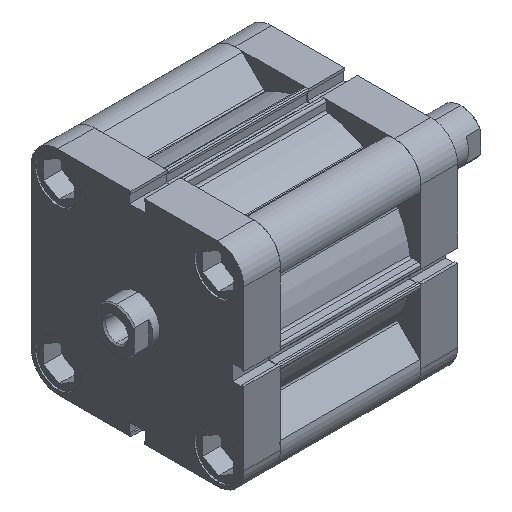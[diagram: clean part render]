
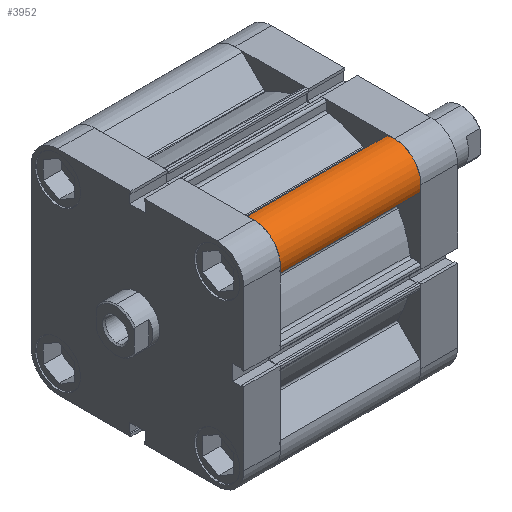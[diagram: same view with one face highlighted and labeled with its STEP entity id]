
A CAD part, isometric view. The second image highlights one B-rep face of the part: STEP entity #3952.
In plain terms, the highlighted cylindrical face has radius 12 mm (diameter 24 mm), a partial arc.
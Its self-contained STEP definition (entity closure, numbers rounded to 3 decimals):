
#59 = VERTEX_POINT ( 'NONE', #4426 ) ;
#61 = VERTEX_POINT ( 'NONE', #4428 ) ;
#166 = EDGE_CURVE ( 'NONE', #61, #59, #6163, .T. ) ;
#568 = ORIENTED_EDGE ( 'NONE', *, *, #7463, .T. ) ;
#569 = ORIENTED_EDGE ( 'NONE', *, *, #7555, .F. ) ;
#570 = ORIENTED_EDGE ( 'NONE', *, *, #166, .F. ) ;
#571 = ORIENTED_EDGE ( 'NONE', *, *, #7568, .T. ) ;
#2122 = DIRECTION ( 'NONE',  ( 0., 0., -1. ) ) ;
#2125 = DIRECTION ( 'NONE',  ( -1., 0., 0. ) ) ;
#2130 = CARTESIAN_POINT ( 'NONE',  ( 36., -36., 63.5 ) ) ;
#3028 = CARTESIAN_POINT ( 'NONE',  ( 32.683, -47.533, 0. ) ) ;
#3060 = CARTESIAN_POINT ( 'NONE',  ( 47.533, -32.683, 0. ) ) ;
#3301 = CARTESIAN_POINT ( 'NONE',  ( 36., -36., 0. ) ) ;
#3309 = DIRECTION ( 'NONE',  ( 0., 0., 1. ) ) ;
#3310 = DIRECTION ( 'NONE',  ( -1., 0., 0. ) ) ;
#3425 = CARTESIAN_POINT ( 'NONE',  ( 47.533, -32.683, 63.5 ) ) ;
#3426 = DIRECTION ( 'NONE',  ( 0., 0., -1. ) ) ;
#3439 = CARTESIAN_POINT ( 'NONE',  ( 32.683, -47.533, 63.5 ) ) ;
#3440 = DIRECTION ( 'NONE',  ( 0., 0., -1. ) ) ;
#3737 = EDGE_LOOP ( 'NONE', ( #568, #569, #570, #571 ) ) ;
#3952 = ADVANCED_FACE ( 'NONE', ( #6999 ), #6996, .T. ) ;
#4327 = VERTEX_POINT ( 'NONE', #3028 ) ;
#4359 = VERTEX_POINT ( 'NONE', #3060 ) ;
#4426 = CARTESIAN_POINT ( 'NONE',  ( 47.533, -32.683, 63.5 ) ) ;
#4428 = CARTESIAN_POINT ( 'NONE',  ( 32.683, -47.533, 63.5 ) ) ;
#4629 = CARTESIAN_POINT ( 'NONE',  ( 36., -36., 63.5 ) ) ;
#4636 = DIRECTION ( 'NONE',  ( 0., 0., 1. ) ) ;
#4637 = DIRECTION ( 'NONE',  ( -1., 0., 0. ) ) ;
#6163 = CIRCLE ( 'NONE', #7759, 12. ) ;
#6996 = CYLINDRICAL_SURFACE ( 'NONE', #8141, 12. ) ;
#6999 = FACE_OUTER_BOUND ( 'NONE', #3737, .T. ) ;
#7463 = EDGE_CURVE ( 'NONE', #4327, #4359, #7612, .T. ) ;
#7555 = EDGE_CURVE ( 'NONE', #59, #4359, #7766, .T. ) ;
#7568 = EDGE_CURVE ( 'NONE', #61, #4327, #7792, .T. ) ;
#7612 = CIRCLE ( 'NONE', #8374, 12. ) ;
#7759 = AXIS2_PLACEMENT_3D ( 'NONE', #4629, #4636, #4637 ) ;
#7766 = LINE ( 'NONE', #3425, #7767 ) ;
#7767 = VECTOR ( 'NONE', #3426, 1000. ) ;
#7792 = LINE ( 'NONE', #3439, #7793 ) ;
#7793 = VECTOR ( 'NONE', #3440, 1000. ) ;
#8141 = AXIS2_PLACEMENT_3D ( 'NONE', #2130, #2122, #2125 ) ;
#8374 = AXIS2_PLACEMENT_3D ( 'NONE', #3301, #3309, #3310 ) ;
